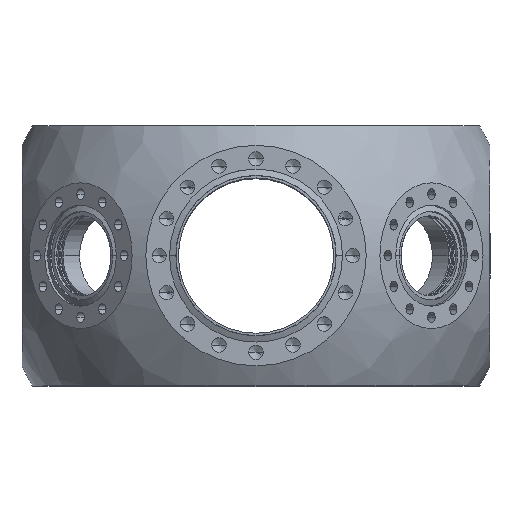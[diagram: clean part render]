
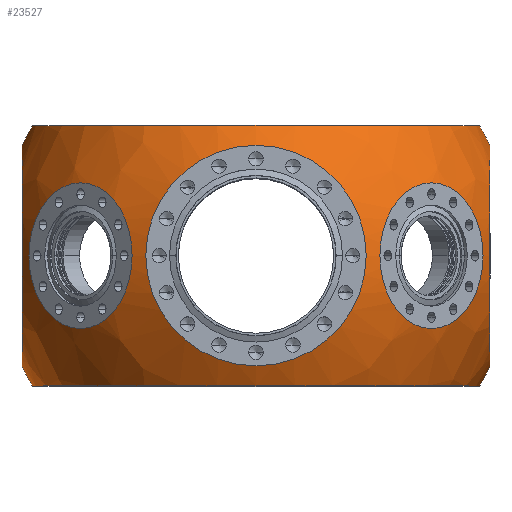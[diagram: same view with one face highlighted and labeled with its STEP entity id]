
A CAD part, top view. The second image highlights one B-rep face of the part: STEP entity #23527.
In plain terms, the highlighted spherical face has radius 123.25 mm.
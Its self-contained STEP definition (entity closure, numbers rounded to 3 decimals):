
#158 = DIRECTION ( 'NONE',  ( 0.707, 0., 0.707 ) ) ;
#326 = FACE_BOUND ( 'NONE', #30048, .T. ) ;
#939 = AXIS2_PLACEMENT_3D ( 'NONE', #30932, #18725, #31281 ) ;
#1195 = AXIS2_PLACEMENT_3D ( 'NONE', #17785, #23471, #5795 ) ;
#1343 = CIRCLE ( 'NONE', #14059, 52.52 ) ;
#1682 = CARTESIAN_POINT ( 'NONE',  ( 111.5, 52.52, 0. ) ) ;
#1821 = EDGE_CURVE ( 'NONE', #26530, #24093, #14633, .T. ) ;
#2841 = FACE_BOUND ( 'NONE', #13386, .T. ) ;
#2992 = DIRECTION ( 'NONE',  ( 1., 0., 0. ) ) ;
#3176 = DIRECTION ( 'NONE',  ( 0.707, 0., 0.707 ) ) ;
#3992 = ORIENTED_EDGE ( 'NONE', *, *, #13063, .F. ) ;
#4358 = EDGE_CURVE ( 'NONE', #7295, #26000, #28988, .T. ) ;
#4723 = VERTEX_POINT ( 'NONE', #4973 ) ;
#4973 = CARTESIAN_POINT ( 'NONE',  ( -52.52, 0., 111.5 ) ) ;
#5186 = CARTESIAN_POINT ( 'NONE',  ( 59.044, 0., 108.187 ) ) ;
#5453 = ORIENTED_EDGE ( 'NONE', *, *, #23497, .F. ) ;
#5464 = CIRCLE ( 'NONE', #24124, 106.52 ) ;
#5795 = DIRECTION ( 'NONE',  ( 1., 0., 0. ) ) ;
#5836 = DIRECTION ( 'NONE',  ( 1., 0., 0. ) ) ;
#6436 = DIRECTION ( 'NONE',  ( 0., 0., -1. ) ) ;
#6924 = DIRECTION ( 'NONE',  ( -0.707, 0., 0.707 ) ) ;
#7111 = CIRCLE ( 'NONE', #24173, 34.749 ) ;
#7157 = SPHERICAL_SURFACE ( 'NONE', #20045, 123.25 ) ;
#7295 = VERTEX_POINT ( 'NONE', #25992 ) ;
#7452 = CIRCLE ( 'NONE', #9560, 106.52 ) ;
#7785 = CARTESIAN_POINT ( 'NONE',  ( 0., 0., 0. ) ) ;
#7791 = DIRECTION ( 'NONE',  ( 0., 0., -1. ) ) ;
#8076 = DIRECTION ( 'NONE',  ( 0., 0., 1. ) ) ;
#8610 = VERTEX_POINT ( 'NONE', #28482 ) ;
#9212 = ORIENTED_EDGE ( 'NONE', *, *, #13035, .T. ) ;
#9560 = AXIS2_PLACEMENT_3D ( 'NONE', #14601, #9596, #12116 ) ;
#9565 = CARTESIAN_POINT ( 'NONE',  ( -83.615, 0., 83.615 ) ) ;
#9596 = DIRECTION ( 'NONE',  ( 0., -1., 0. ) ) ;
#9663 = EDGE_LOOP ( 'NONE', ( #15606, #30195, #9212, #23468, #10081, #32747, #11209, #12107 ) ) ;
#9735 = EDGE_CURVE ( 'NONE', #4723, #32991, #26520, .T. ) ;
#9902 = AXIS2_PLACEMENT_3D ( 'NONE', #28000, #158, #14966 ) ;
#9988 = DIRECTION ( 'NONE',  ( 0., 0., -1. ) ) ;
#10081 = ORIENTED_EDGE ( 'NONE', *, *, #15907, .T. ) ;
#10927 = DIRECTION ( 'NONE',  ( -1., 0., 0. ) ) ;
#11111 = CARTESIAN_POINT ( 'NONE',  ( -59.044, 0., 108.187 ) ) ;
#11209 = ORIENTED_EDGE ( 'NONE', *, *, #24507, .F. ) ;
#11323 = EDGE_CURVE ( 'NONE', #15140, #8610, #7452, .T. ) ;
#12107 = ORIENTED_EDGE ( 'NONE', *, *, #17351, .F. ) ;
#12116 = DIRECTION ( 'NONE',  ( 0., 0., -1. ) ) ;
#12190 = CARTESIAN_POINT ( 'NONE',  ( 83.615, 0., 83.615 ) ) ;
#12206 = EDGE_LOOP ( 'NONE', ( #3992, #15374 ) ) ;
#13035 = EDGE_CURVE ( 'NONE', #30883, #16354, #19804, .T. ) ;
#13063 = EDGE_CURVE ( 'NONE', #32991, #4723, #15508, .T. ) ;
#13083 = CIRCLE ( 'NONE', #21665, 123.25 ) ;
#13386 = EDGE_LOOP ( 'NONE', ( #5453, #21259 ) ) ;
#13443 = CARTESIAN_POINT ( 'NONE',  ( -83.615, 0., 83.615 ) ) ;
#13597 = AXIS2_PLACEMENT_3D ( 'NONE', #17791, #7791, #17946 ) ;
#13644 = CARTESIAN_POINT ( 'NONE',  ( 0., 0., 111.5 ) ) ;
#14059 = AXIS2_PLACEMENT_3D ( 'NONE', #17913, #10927, #8076 ) ;
#14260 = EDGE_CURVE ( 'NONE', #25046, #16354, #1343, .T. ) ;
#14601 = CARTESIAN_POINT ( 'NONE',  ( 0., -62., 0. ) ) ;
#14633 = CIRCLE ( 'NONE', #15678, 34.749 ) ;
#14736 = AXIS2_PLACEMENT_3D ( 'NONE', #13644, #28704, #5836 ) ;
#14966 = DIRECTION ( 'NONE',  ( 0.707, 0., -0.707 ) ) ;
#15140 = VERTEX_POINT ( 'NONE', #15446 ) ;
#15374 = ORIENTED_EDGE ( 'NONE', *, *, #9735, .F. ) ;
#15446 = CARTESIAN_POINT ( 'NONE',  ( 106.52, -62., 0. ) ) ;
#15508 = CIRCLE ( 'NONE', #1195, 52.52 ) ;
#15606 = ORIENTED_EDGE ( 'NONE', *, *, #31336, .F. ) ;
#15678 = AXIS2_PLACEMENT_3D ( 'NONE', #12190, #22385, #19889 ) ;
#15907 = EDGE_CURVE ( 'NONE', #25046, #8610, #24899, .T. ) ;
#16354 = VERTEX_POINT ( 'NONE', #32759 ) ;
#16592 = DIRECTION ( 'NONE',  ( -1., 0., 0. ) ) ;
#17351 = EDGE_CURVE ( 'NONE', #32409, #28086, #26026, .T. ) ;
#17444 = VERTEX_POINT ( 'NONE', #30691 ) ;
#17785 = CARTESIAN_POINT ( 'NONE',  ( 0., 0., 111.5 ) ) ;
#17791 = CARTESIAN_POINT ( 'NONE',  ( 0., 0., 0. ) ) ;
#17842 = CARTESIAN_POINT ( 'NONE',  ( 108.187, 0., 59.044 ) ) ;
#17913 = CARTESIAN_POINT ( 'NONE',  ( -111.5, 0., 0. ) ) ;
#17946 = DIRECTION ( 'NONE',  ( -1., 0., 0. ) ) ;
#18225 = DIRECTION ( 'NONE',  ( 0., -1., 0. ) ) ;
#18290 = AXIS2_PLACEMENT_3D ( 'NONE', #13443, #31373, #3176 ) ;
#18725 = DIRECTION ( 'NONE',  ( 0., 0., 1. ) ) ;
#19608 = CARTESIAN_POINT ( 'NONE',  ( 0., 0., 0. ) ) ;
#19804 = CIRCLE ( 'NONE', #26188, 123.25 ) ;
#19889 = DIRECTION ( 'NONE',  ( 0.707, 0., -0.707 ) ) ;
#20016 = DIRECTION ( 'NONE',  ( 1., 0., 0. ) ) ;
#20045 = AXIS2_PLACEMENT_3D ( 'NONE', #27521, #27683, #25180 ) ;
#20276 = CARTESIAN_POINT ( 'NONE',  ( 0., 62., 0. ) ) ;
#21259 = ORIENTED_EDGE ( 'NONE', *, *, #1821, .F. ) ;
#21665 = AXIS2_PLACEMENT_3D ( 'NONE', #19608, #6436, #16592 ) ;
#21693 = EDGE_CURVE ( 'NONE', #17444, #30883, #5464, .T. ) ;
#22192 = CARTESIAN_POINT ( 'NONE',  ( 52.52, 0., 111.5 ) ) ;
#22385 = DIRECTION ( 'NONE',  ( 0.707, 0., 0.707 ) ) ;
#22512 = FACE_BOUND ( 'NONE', #12206, .T. ) ;
#23468 = ORIENTED_EDGE ( 'NONE', *, *, #14260, .F. ) ;
#23471 = DIRECTION ( 'NONE',  ( 0., 0., 1. ) ) ;
#23497 = EDGE_CURVE ( 'NONE', #24093, #26530, #26470, .T. ) ;
#23527 = ADVANCED_FACE ( 'NONE', ( #25653, #22512, #2841, #326 ), #7157, .T. ) ;
#24093 = VERTEX_POINT ( 'NONE', #17842 ) ;
#24124 = AXIS2_PLACEMENT_3D ( 'NONE', #20276, #18225, #30456 ) ;
#24173 = AXIS2_PLACEMENT_3D ( 'NONE', #9565, #6924, #24633 ) ;
#24507 = EDGE_CURVE ( 'NONE', #28086, #15140, #13083, .T. ) ;
#24633 = DIRECTION ( 'NONE',  ( 0.707, 0., 0.707 ) ) ;
#24746 = CARTESIAN_POINT ( 'NONE',  ( 111.5, -52.52, 0. ) ) ;
#24899 = CIRCLE ( 'NONE', #939, 123.25 ) ;
#25046 = VERTEX_POINT ( 'NONE', #26053 ) ;
#25078 = ORIENTED_EDGE ( 'NONE', *, *, #4358, .F. ) ;
#25180 = DIRECTION ( 'NONE',  ( -1., 0., 0. ) ) ;
#25310 = ORIENTED_EDGE ( 'NONE', *, *, #30054, .F. ) ;
#25344 = CARTESIAN_POINT ( 'NONE',  ( 111.5, 0., 0. ) ) ;
#25496 = AXIS2_PLACEMENT_3D ( 'NONE', #25344, #20016, #9988 ) ;
#25653 = FACE_OUTER_BOUND ( 'NONE', #9663, .T. ) ;
#25992 = CARTESIAN_POINT ( 'NONE',  ( -108.187, 0., 59.044 ) ) ;
#26000 = VERTEX_POINT ( 'NONE', #11111 ) ;
#26026 = CIRCLE ( 'NONE', #25496, 52.52 ) ;
#26053 = CARTESIAN_POINT ( 'NONE',  ( -111.5, -52.52, 0. ) ) ;
#26188 = AXIS2_PLACEMENT_3D ( 'NONE', #7785, #31176, #2992 ) ;
#26470 = CIRCLE ( 'NONE', #9902, 34.749 ) ;
#26520 = CIRCLE ( 'NONE', #14736, 52.52 ) ;
#26530 = VERTEX_POINT ( 'NONE', #5186 ) ;
#27521 = CARTESIAN_POINT ( 'NONE',  ( 0., 0., 0. ) ) ;
#27683 = DIRECTION ( 'NONE',  ( 0., 0., -1. ) ) ;
#28000 = CARTESIAN_POINT ( 'NONE',  ( 83.615, 0., 83.615 ) ) ;
#28086 = VERTEX_POINT ( 'NONE', #24746 ) ;
#28482 = CARTESIAN_POINT ( 'NONE',  ( -106.52, -62., 0. ) ) ;
#28704 = DIRECTION ( 'NONE',  ( 0., 0., 1. ) ) ;
#28988 = CIRCLE ( 'NONE', #18290, 34.749 ) ;
#29633 = CIRCLE ( 'NONE', #13597, 123.25 ) ;
#30048 = EDGE_LOOP ( 'NONE', ( #25310, #25078 ) ) ;
#30054 = EDGE_CURVE ( 'NONE', #26000, #7295, #7111, .T. ) ;
#30195 = ORIENTED_EDGE ( 'NONE', *, *, #21693, .T. ) ;
#30456 = DIRECTION ( 'NONE',  ( 0., 0., -1. ) ) ;
#30691 = CARTESIAN_POINT ( 'NONE',  ( 106.52, 62., 0. ) ) ;
#30883 = VERTEX_POINT ( 'NONE', #32466 ) ;
#30932 = CARTESIAN_POINT ( 'NONE',  ( 0., 0., 0. ) ) ;
#31176 = DIRECTION ( 'NONE',  ( 0., 0., 1. ) ) ;
#31281 = DIRECTION ( 'NONE',  ( 1., 0., 0. ) ) ;
#31336 = EDGE_CURVE ( 'NONE', #17444, #32409, #29633, .T. ) ;
#31373 = DIRECTION ( 'NONE',  ( -0.707, 0., 0.707 ) ) ;
#32409 = VERTEX_POINT ( 'NONE', #1682 ) ;
#32466 = CARTESIAN_POINT ( 'NONE',  ( -106.52, 62., 0. ) ) ;
#32747 = ORIENTED_EDGE ( 'NONE', *, *, #11323, .F. ) ;
#32759 = CARTESIAN_POINT ( 'NONE',  ( -111.5, 52.52, 0. ) ) ;
#32991 = VERTEX_POINT ( 'NONE', #22192 ) ;
